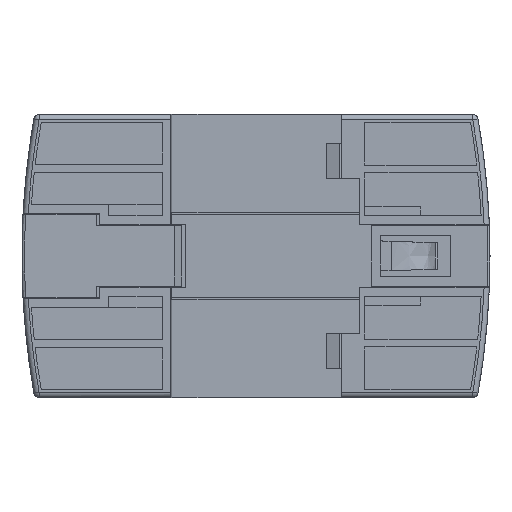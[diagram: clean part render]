
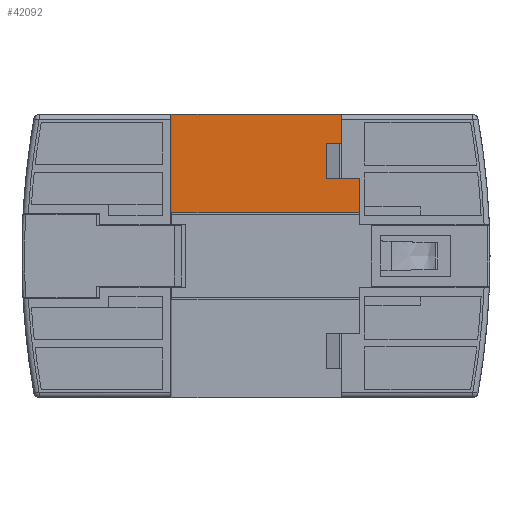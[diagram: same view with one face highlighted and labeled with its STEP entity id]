
A CAD part, front view. The second image highlights one B-rep face of the part: STEP entity #42092.
In plain terms, the highlighted planar face has unit normal (0, -1, 0).
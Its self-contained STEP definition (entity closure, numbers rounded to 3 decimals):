
#1166=DIRECTION('',(1.,0.,0.));
#1167=VECTOR('',#1166,35.8);
#1168=CARTESIAN_POINT('',(-16.03,5.08,27.));
#1169=LINE('',#1168,#1167);
#1170=DIRECTION('',(0.,0.,1.));
#1171=VECTOR('',#1170,18.75);
#1172=CARTESIAN_POINT('',(-16.03,5.08,8.25));
#1173=LINE('',#1172,#1171);
#1178=DIRECTION('',(0.,0.,1.));
#1179=VECTOR('',#1178,6.5);
#1180=CARTESIAN_POINT('',(19.77,5.08,8.25));
#1181=LINE('',#1180,#1179);
#1186=DIRECTION('',(0.,0.,1.));
#1187=VECTOR('',#1186,5.5);
#1188=CARTESIAN_POINT('',(19.77,5.08,21.5));
#1189=LINE('',#1188,#1187);
#1561=DIRECTION('',(1.,0.,0.));
#1562=VECTOR('',#1561,35.8);
#1563=CARTESIAN_POINT('',(-16.03,5.08,8.25));
#1564=LINE('',#1563,#1562);
#30913=DIRECTION('',(1.,0.,0.));
#30914=VECTOR('',#30913,6.35);
#30915=CARTESIAN_POINT('',(13.42,5.08,21.5));
#30916=LINE('',#30915,#30914);
#30917=DIRECTION('',(0.,0.,1.));
#30918=VECTOR('',#30917,6.75);
#30919=CARTESIAN_POINT('',(13.42,5.08,14.75));
#30920=LINE('',#30919,#30918);
#30925=DIRECTION('',(-1.,0.,0.));
#30926=VECTOR('',#30925,6.35);
#30927=CARTESIAN_POINT('',(19.77,5.08,14.75));
#30928=LINE('',#30927,#30926);
#33926=CARTESIAN_POINT('',(19.77,5.08,27.));
#33927=VERTEX_POINT('',#33926);
#33929=CARTESIAN_POINT('',(-16.03,5.08,27.));
#33931=VERTEX_POINT('',#33929);
#34109=CARTESIAN_POINT('',(-16.03,5.08,8.25));
#34110=VERTEX_POINT('',#34109);
#34119=CARTESIAN_POINT('',(13.42,5.08,14.75));
#34120=CARTESIAN_POINT('',(13.42,5.08,21.5));
#34121=VERTEX_POINT('',#34119);
#34122=VERTEX_POINT('',#34120);
#34123=CARTESIAN_POINT('',(19.77,5.08,8.25));
#34124=VERTEX_POINT('',#34123);
#34137=CARTESIAN_POINT('',(19.77,5.08,21.5));
#34138=VERTEX_POINT('',#34137);
#34139=CARTESIAN_POINT('',(19.77,5.08,14.75));
#34140=VERTEX_POINT('',#34139);
#42071=CARTESIAN_POINT('',(1.87,5.08,17.625));
#42072=DIRECTION('',(0.,1.,0.));
#42073=DIRECTION('',(-1.,0.,0.));
#42074=AXIS2_PLACEMENT_3D('',#42071,#42072,#42073);
#42075=PLANE('',#42074);
#42076=ORIENTED_EDGE('',*,*,#41997,.T.);
#42078=ORIENTED_EDGE('',*,*,#42077,.F.);
#42080=ORIENTED_EDGE('',*,*,#42079,.F.);
#42082=ORIENTED_EDGE('',*,*,#42081,.F.);
#42084=ORIENTED_EDGE('',*,*,#42083,.F.);
#42086=ORIENTED_EDGE('',*,*,#42085,.F.);
#42088=ORIENTED_EDGE('',*,*,#42087,.F.);
#42089=ORIENTED_EDGE('',*,*,#42062,.T.);
#42090=EDGE_LOOP('',(#42076,#42078,#42080,#42082,#42084,#42086,#42088,#42089));
#42091=FACE_OUTER_BOUND('',#42090,.F.);
#42092=ADVANCED_FACE('',(#42091),#42075,.F.);
#41997=EDGE_CURVE('',#33931,#33927,#1169,.T.);
#42062=EDGE_CURVE('',#34110,#33931,#1173,.T.);
#42077=EDGE_CURVE('',#34138,#33927,#1189,.T.);
#42079=EDGE_CURVE('',#34122,#34138,#30916,.T.);
#42081=EDGE_CURVE('',#34121,#34122,#30920,.T.);
#42083=EDGE_CURVE('',#34140,#34121,#30928,.T.);
#42085=EDGE_CURVE('',#34124,#34140,#1181,.T.);
#42087=EDGE_CURVE('',#34110,#34124,#1564,.T.);
